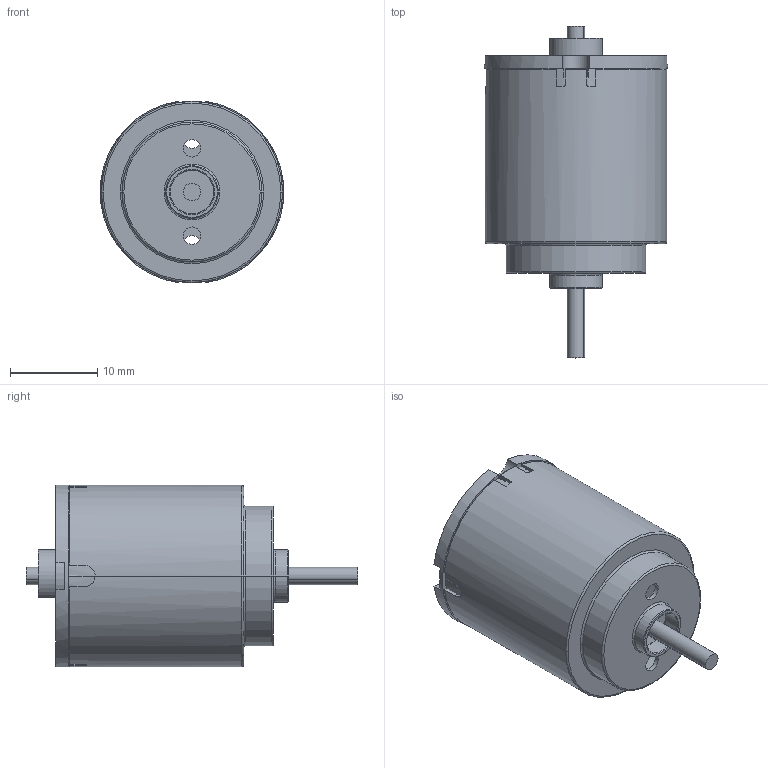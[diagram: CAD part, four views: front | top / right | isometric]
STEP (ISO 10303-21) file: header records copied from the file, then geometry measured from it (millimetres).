
FILE_DESCRIPTION((''),'2;1');
FILE_NAME('DC_MOTOR_ASM','2022-08-06T23:14:55',('mkspf'),(''),'CREO PARAMETRIC BY PTC INC, 2021063','CREO PARAMETRIC BY PTC INC, 2021063','');
FILE_SCHEMA(('CONFIG_CONTROL_DESIGN'));
Length unit declared in the file: millimetre
Products named in the file (4): MOTOR_CASE; ROTOR; MOTOR_BACK; DC_MOTOR_ASM
Assembly tree (3 placements, depth 2):
  DC_MOTOR_ASM
    MOTOR_CASE
    ROTOR
    MOTOR_BACK
Bounding box: 20.97 x 38 x 20.79 mm (x, y, z)
Volume: 3018 mm3; surface area: 5805.9 mm2
Topology: 3 solids, 3 shells, 167 faces, 444 edges, 288 vertices
Faces by surface type: plane 69, cylinder 68, torus 30
Entity records: 5496 total; most frequent: CARTESIAN_POINT 1098, DIRECTION 950, ORIENTED_EDGE 888, EDGE_CURVE 444, AXIS2_PLACEMENT_3D 372, VERTEX_POINT 288, VECTOR 206, LINE 206
